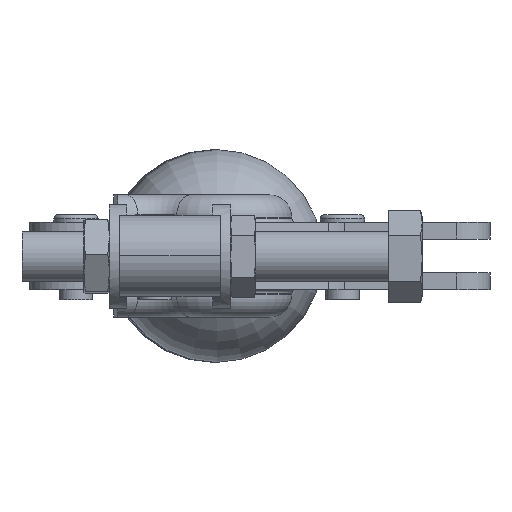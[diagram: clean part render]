
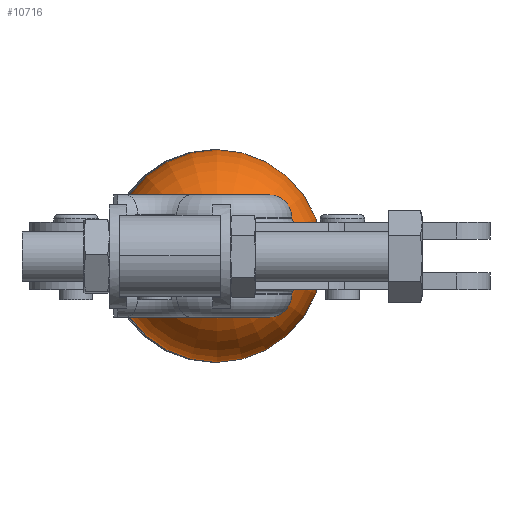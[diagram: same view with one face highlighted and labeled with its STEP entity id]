
A CAD part, left-side view. The second image highlights one B-rep face of the part: STEP entity #10716.
In plain terms, the highlighted toroidal (fillet/blend) face has major radius 3.258 mm and minor radius 22.002 mm.
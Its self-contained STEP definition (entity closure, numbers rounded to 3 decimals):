
#863=DEGENERATE_TOROIDAL_SURFACE('',#12157,3.258,22.002,
 .F.);
#2579=VERTEX_POINT('',#16405);
#2581=VERTEX_POINT('',#16410);
#3310=CIRCLE('',#12155,15.776);
#3312=CIRCLE('',#12158,16.476);
#4650=EDGE_CURVE('',#2579,#2579,#3310,.T.);
#4652=EDGE_CURVE('',#2581,#2581,#3312,.T.);
#7383=ORIENTED_EDGE('',*,*,#4652,.F.);
#7384=ORIENTED_EDGE('',*,*,#4650,.F.);
#9020=EDGE_LOOP('',(#7383));
#9021=EDGE_LOOP('',(#7384));
#9941=FACE_BOUND('',#9020,.T.);
#9942=FACE_BOUND('',#9021,.T.);
#10716=ADVANCED_FACE('',(#9941,#9942),#863,.T.);
#12155=AXIS2_PLACEMENT_3D('',#16404,#19682,#19683);
#12157=AXIS2_PLACEMENT_3D('',#16408,#19686,$);
#12158=AXIS2_PLACEMENT_3D('',#16409,#19687,#19688);
#16404=CARTESIAN_POINT('',(340.812,329.421,9.25));
#16405=CARTESIAN_POINT('',(340.812,329.421,-6.526));
#16408=CARTESIAN_POINT('',(351.849,329.567,9.25));
#16409=CARTESIAN_POINT('',(361.579,329.695,9.25));
#16410=CARTESIAN_POINT('',(361.579,329.695,-7.226));
#19682=DIRECTION('',(-1.,-0.013,0.));
#19683=DIRECTION('',(0.,0.,15.776));
#19686=DIRECTION('',(-1.,-0.013,0.));
#19687=DIRECTION('',(1.,0.013,0.));
#19688=DIRECTION('',(0.,0.,16.476));
